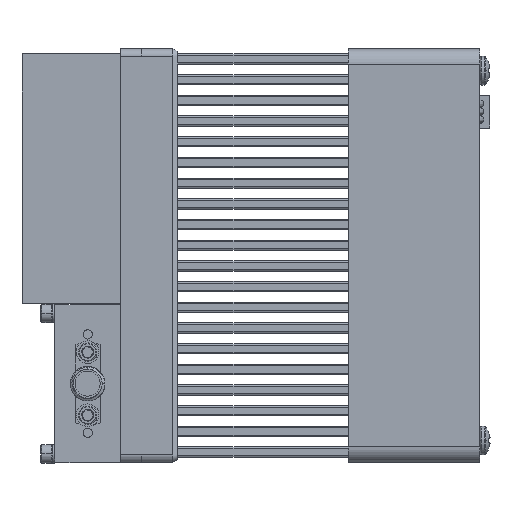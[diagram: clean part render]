
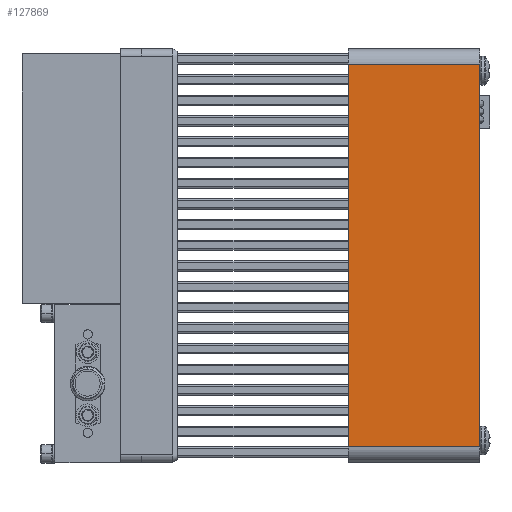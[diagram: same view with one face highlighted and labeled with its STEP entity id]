
A CAD part, left-side view. The second image highlights one B-rep face of the part: STEP entity #127869.
In plain terms, the highlighted planar face has unit normal (-1, 0, 0).
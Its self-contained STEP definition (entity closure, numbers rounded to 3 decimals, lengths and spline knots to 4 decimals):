
#1272 = VERTEX_POINT ( 'NONE', #87499 ) ;
#4827 = VERTEX_POINT ( 'NONE', #6565 ) ;
#6565 = CARTESIAN_POINT ( 'NONE',  ( -1.5748, -1.6548, 1.4567 ) ) ;
#7933 = VECTOR ( 'NONE', #28499, 39.3701 ) ;
#8968 = DIRECTION ( 'NONE',  ( 0., 0., 1. ) ) ;
#9763 = ORIENTED_EDGE ( 'NONE', *, *, #140050, .T. ) ;
#12894 = DIRECTION ( 'NONE',  ( 0., 0., -1. ) ) ;
#15293 = ORIENTED_EDGE ( 'NONE', *, *, #123122, .F. ) ;
#17109 = FACE_OUTER_BOUND ( 'NONE', #47781, .T. ) ;
#22448 = CARTESIAN_POINT ( 'NONE',  ( -1.5748, -2.6548, 1.5748 ) ) ;
#28499 = DIRECTION ( 'NONE',  ( 0., 0., -1. ) ) ;
#33216 = CARTESIAN_POINT ( 'NONE',  ( -1.5748, -2.6548, -1.4567 ) ) ;
#39502 = CARTESIAN_POINT ( 'NONE',  ( -1.5748, -1.6548, 1.5748 ) ) ;
#47781 = EDGE_LOOP ( 'NONE', ( #15293, #9763, #68746, #61605 ) ) ;
#52348 = VERTEX_POINT ( 'NONE', #94256 ) ;
#54124 = CARTESIAN_POINT ( 'NONE',  ( -1.5748, -2.6548, 1.4567 ) ) ;
#54509 = EDGE_CURVE ( 'NONE', #4827, #52348, #87221, .T. ) ;
#61605 = ORIENTED_EDGE ( 'NONE', *, *, #67496, .T. ) ;
#61752 = DIRECTION ( 'NONE',  ( 0., 1., 0. ) ) ;
#67496 = EDGE_CURVE ( 'NONE', #52348, #1272, #99369, .T. ) ;
#68746 = ORIENTED_EDGE ( 'NONE', *, *, #54509, .T. ) ;
#85389 = DIRECTION ( 'NONE',  ( 1., 0., 0. ) ) ;
#85704 = VECTOR ( 'NONE', #61752, 39.3701 ) ;
#86697 = LINE ( 'NONE', #119050, #85704 ) ;
#87221 = LINE ( 'NONE', #39502, #7933 ) ;
#87499 = CARTESIAN_POINT ( 'NONE',  ( -1.5748, -2.6548, -1.4567 ) ) ;
#93714 = AXIS2_PLACEMENT_3D ( 'NONE', #120650, #85389, #8968 ) ;
#94256 = CARTESIAN_POINT ( 'NONE',  ( -1.5748, -1.6548, -1.4567 ) ) ;
#96005 = VECTOR ( 'NONE', #111851, 39.3701 ) ;
#99369 = LINE ( 'NONE', #33216, #96005 ) ;
#111851 = DIRECTION ( 'NONE',  ( 0., -1., 0. ) ) ;
#119050 = CARTESIAN_POINT ( 'NONE',  ( -1.5748, -2.6548, 1.4567 ) ) ;
#120650 = CARTESIAN_POINT ( 'NONE',  ( -1.5748, -2.6548, 1.5748 ) ) ;
#123107 = LINE ( 'NONE', #22448, #127233 ) ;
#123122 = EDGE_CURVE ( 'NONE', #135089, #1272, #123107, .T. ) ;
#127233 = VECTOR ( 'NONE', #12894, 39.3701 ) ;
#127869 = ADVANCED_FACE ( 'NONE', ( #17109 ), #142667, .F. ) ;
#135089 = VERTEX_POINT ( 'NONE', #54124 ) ;
#140050 = EDGE_CURVE ( 'NONE', #135089, #4827, #86697, .T. ) ;
#142667 = PLANE ( 'NONE',  #93714 ) ;
